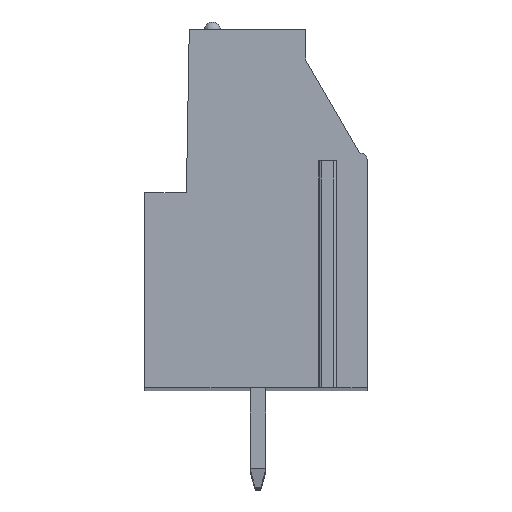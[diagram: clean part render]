
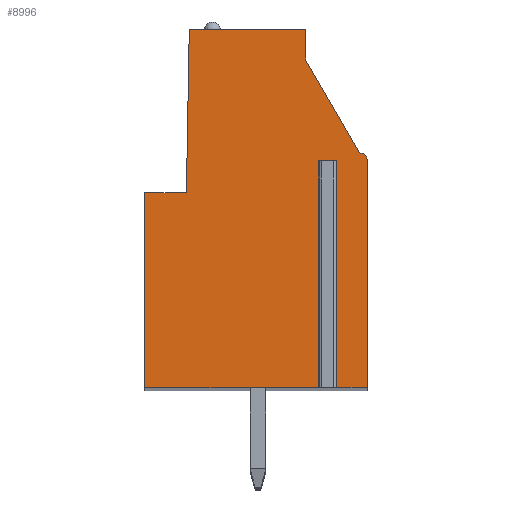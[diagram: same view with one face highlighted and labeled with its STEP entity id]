
A CAD part, top view. The second image highlights one B-rep face of the part: STEP entity #8996.
In plain terms, the highlighted planar face has unit normal (0, 0, 1).
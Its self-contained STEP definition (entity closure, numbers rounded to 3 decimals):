
#1036=DIRECTION('',(1.,0.,0.));
#1037=VECTOR('',#1036,0.5);
#1038=CARTESIAN_POINT('',(3.347,2.4,2.54));
#1039=LINE('',#1038,#1037);
#1040=DIRECTION('',(0.,1.,0.));
#1041=VECTOR('',#1040,11.4);
#1042=CARTESIAN_POINT('',(3.347,-9.,2.54));
#1043=LINE('',#1042,#1041);
#1044=DIRECTION('',(1.,0.,0.));
#1045=VECTOR('',#1044,8.95);
#1046=CARTESIAN_POINT('',(-5.603,-9.,2.54));
#1047=LINE('',#1046,#1045);
#1048=DIRECTION('',(0.,-1.,0.));
#1049=VECTOR('',#1048,9.8);
#1050=CARTESIAN_POINT('',(-5.603,0.8,2.54));
#1051=LINE('',#1050,#1049);
#1052=DIRECTION('',(-1.,0.,0.));
#1053=VECTOR('',#1052,2.1);
#1054=CARTESIAN_POINT('',(-3.503,0.8,2.54));
#1055=LINE('',#1054,#1053);
#1056=DIRECTION('',(-0.017,-1.,0.));
#1057=VECTOR('',#1056,8.201);
#1058=CARTESIAN_POINT('',(-3.36,9.,2.54));
#1059=LINE('',#1058,#1057);
#1060=DIRECTION('',(-1.,0.,0.));
#1061=VECTOR('',#1060,5.86);
#1062=CARTESIAN_POINT('',(2.5,9.,2.54));
#1063=LINE('',#1062,#1061);
#1064=DIRECTION('',(0.,1.,0.));
#1065=VECTOR('',#1064,1.523);
#1066=CARTESIAN_POINT('',(2.5,7.477,2.54));
#1067=LINE('',#1066,#1065);
#1068=DIRECTION('',(-0.5,0.866,0.));
#1069=VECTOR('',#1068,5.394);
#1070=CARTESIAN_POINT('',(5.197,2.805,2.54));
#1071=LINE('',#1070,#1069);
#1072=CARTESIAN_POINT('',(5.197,2.405,2.54));
#1073=DIRECTION('',(0.,0.,1.));
#1074=DIRECTION('',(1.,0.,0.));
#1075=AXIS2_PLACEMENT_3D('',#1072,#1073,#1074);
#1077=DIRECTION('',(0.,1.,0.));
#1078=VECTOR('',#1077,11.405);
#1079=CARTESIAN_POINT('',(5.597,-9.,2.54));
#1080=LINE('',#1079,#1078);
#1081=DIRECTION('',(1.,0.,0.));
#1082=VECTOR('',#1081,1.75);
#1083=CARTESIAN_POINT('',(3.847,-9.,2.54));
#1084=LINE('',#1083,#1082);
#1085=DIRECTION('',(0.,1.,0.));
#1086=VECTOR('',#1085,11.4);
#1087=CARTESIAN_POINT('',(3.847,-9.,2.54));
#1088=LINE('',#1087,#1086);
#6483=CARTESIAN_POINT('',(5.597,-9.,2.54));
#6484=CARTESIAN_POINT('',(5.597,2.405,2.54));
#6485=VERTEX_POINT('',#6483);
#6486=VERTEX_POINT('',#6484);
#6487=CARTESIAN_POINT('',(5.197,2.805,2.54));
#6488=VERTEX_POINT('',#6487);
#6489=CARTESIAN_POINT('',(2.5,7.477,2.54));
#6490=VERTEX_POINT('',#6489);
#6491=CARTESIAN_POINT('',(2.5,9.,2.54));
#6492=VERTEX_POINT('',#6491);
#6493=CARTESIAN_POINT('',(-3.36,9.,2.54));
#6494=VERTEX_POINT('',#6493);
#6495=CARTESIAN_POINT('',(-3.503,0.8,2.54));
#6496=VERTEX_POINT('',#6495);
#6497=CARTESIAN_POINT('',(-5.603,0.8,2.54));
#6498=VERTEX_POINT('',#6497);
#6499=CARTESIAN_POINT('',(-5.603,-9.,2.54));
#6500=VERTEX_POINT('',#6499);
#6537=CARTESIAN_POINT('',(3.347,2.4,2.54));
#6538=CARTESIAN_POINT('',(3.847,2.4,2.54));
#6539=VERTEX_POINT('',#6537);
#6540=VERTEX_POINT('',#6538);
#6541=CARTESIAN_POINT('',(3.347,-9.,2.54));
#6542=VERTEX_POINT('',#6541);
#6543=CARTESIAN_POINT('',(3.847,-9.,2.54));
#6544=VERTEX_POINT('',#6543);
#8973=CARTESIAN_POINT('',(0.,0.,2.54));
#8974=DIRECTION('',(0.,0.,1.));
#8975=DIRECTION('',(1.,0.,0.));
#8976=AXIS2_PLACEMENT_3D('',#8973,#8974,#8975);
#8977=PLANE('',#8976);
#8979=ORIENTED_EDGE('',*,*,#8978,.F.);
#8981=ORIENTED_EDGE('',*,*,#8980,.F.);
#8982=ORIENTED_EDGE('',*,*,#8247,.F.);
#8983=ORIENTED_EDGE('',*,*,#8532,.F.);
#8984=ORIENTED_EDGE('',*,*,#8546,.F.);
#8985=ORIENTED_EDGE('',*,*,#8560,.F.);
#8986=ORIENTED_EDGE('',*,*,#8574,.F.);
#8987=ORIENTED_EDGE('',*,*,#8756,.F.);
#8988=ORIENTED_EDGE('',*,*,#8770,.F.);
#8989=ORIENTED_EDGE('',*,*,#8784,.F.);
#8990=ORIENTED_EDGE('',*,*,#8797,.F.);
#8991=ORIENTED_EDGE('',*,*,#8259,.F.);
#8993=ORIENTED_EDGE('',*,*,#8992,.T.);
#8994=EDGE_LOOP('',(#8979,#8981,#8982,#8983,#8984,#8985,#8986,#8987,#8988,#8989,
#8990,#8991,#8993));
#8995=FACE_OUTER_BOUND('',#8994,.F.);
#1076=CIRCLE('',#1075,0.4);
#8247=EDGE_CURVE('',#6500,#6542,#1047,.T.);
#8259=EDGE_CURVE('',#6544,#6485,#1084,.T.);
#8532=EDGE_CURVE('',#6498,#6500,#1051,.T.);
#8546=EDGE_CURVE('',#6496,#6498,#1055,.T.);
#8560=EDGE_CURVE('',#6494,#6496,#1059,.T.);
#8574=EDGE_CURVE('',#6492,#6494,#1063,.T.);
#8756=EDGE_CURVE('',#6490,#6492,#1067,.T.);
#8770=EDGE_CURVE('',#6488,#6490,#1071,.T.);
#8784=EDGE_CURVE('',#6486,#6488,#1076,.T.);
#8797=EDGE_CURVE('',#6485,#6486,#1080,.T.);
#8978=EDGE_CURVE('',#6539,#6540,#1039,.T.);
#8980=EDGE_CURVE('',#6542,#6539,#1043,.T.);
#8992=EDGE_CURVE('',#6544,#6540,#1088,.T.);
#8996=ADVANCED_FACE('',(#8995),#8977,.T.);
